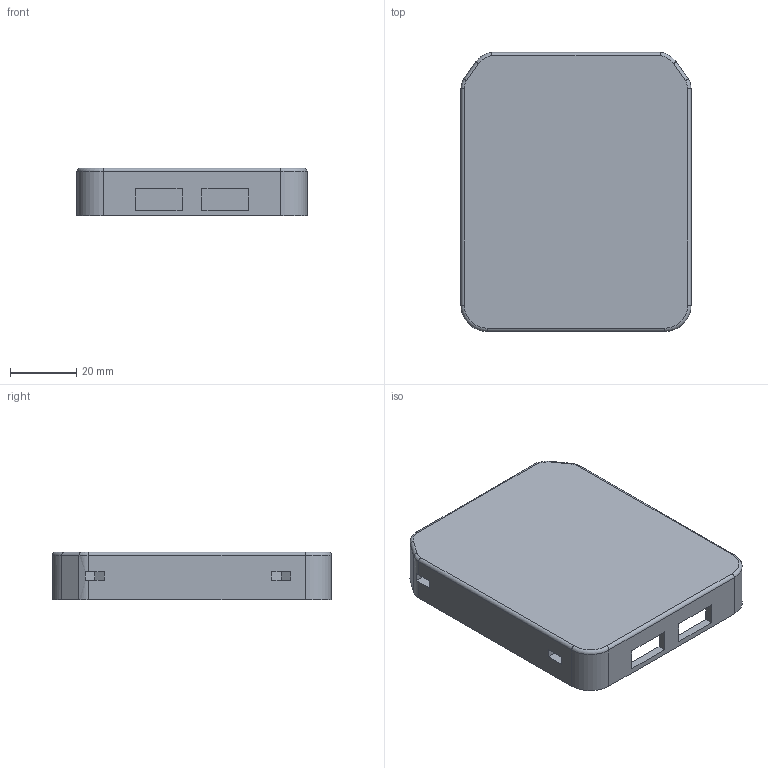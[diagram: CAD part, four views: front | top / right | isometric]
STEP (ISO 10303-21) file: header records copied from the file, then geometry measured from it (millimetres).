
FILE_DESCRIPTION(/* description */ (''),/* implementation_level */ '2;1');
FILE_NAME(/* name */ '1bat_dual-USB_box.step',/* time_stamp */ '2022-12-18T17:25:25+01:00',/* author */ (''),/* organization */ (''),/* preprocessor_version */ 'ST-DEVELOPER v19.2',/* originating_system */ 'Autodesk Translation Framework v11.17.0.187',/* authorisation */ '');
FILE_SCHEMA (('AUTOMOTIVE_DESIGN { 1 0 10303 214 3 1 1 }'));
Length unit declared in the file: millimetre
Products named in the file (1): 1bat_dual-USB_box
Bounding box: 69.36 x 84.13 x 14.4 mm (x, y, z)
Volume: 27205.3 mm3; surface area: 19552.5 mm2
Topology: 1 solids, 1 shells, 95 faces, 234 edges, 152 vertices
Faces by surface type: plane 57, cylinder 28, bspline 8, torus 2
Full cylindrical faces by diameter (mm): 3.5 x8
Entity records: 3013 total; most frequent: CARTESIAN_POINT 693, ORIENTED_EDGE 468, DIRECTION 468, EDGE_CURVE 234, LINE 160, VECTOR 160, AXIS2_PLACEMENT_3D 154, VERTEX_POINT 152
